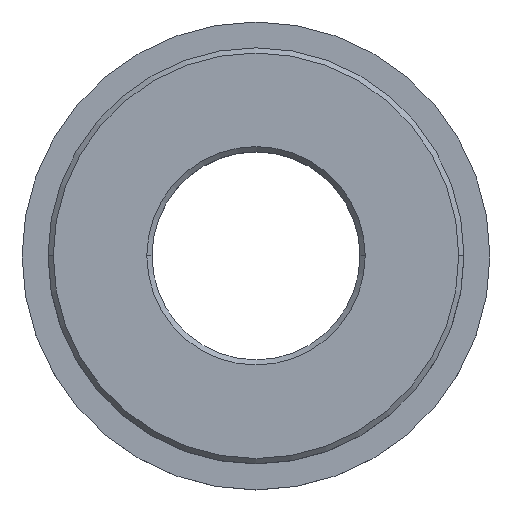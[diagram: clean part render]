
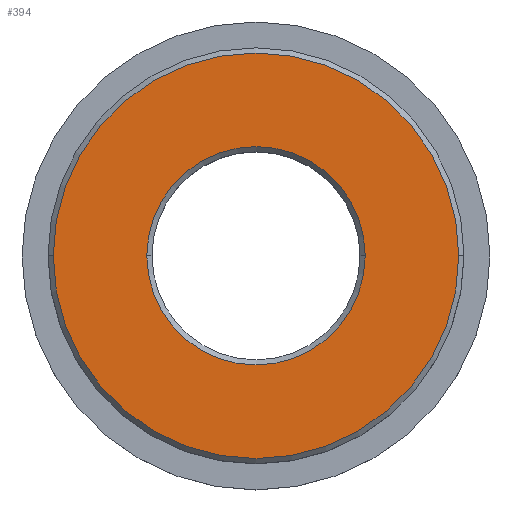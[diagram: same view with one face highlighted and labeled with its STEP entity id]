
A CAD part, top view. The second image highlights one B-rep face of the part: STEP entity #394.
In plain terms, the highlighted planar face has unit normal (0, 0, 1).
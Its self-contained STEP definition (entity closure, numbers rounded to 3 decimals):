
#3 = EDGE_CURVE ( 'NONE', #266, #99, #358, .T. ) ;
#14 = EDGE_LOOP ( 'NONE', ( #404, #242 ) ) ;
#71 = AXIS2_PLACEMENT_3D ( 'NONE', #163, #211, #399 ) ;
#76 = DIRECTION ( 'NONE',  ( 0., 0., -1. ) ) ;
#80 = AXIS2_PLACEMENT_3D ( 'NONE', #216, #475, #253 ) ;
#94 = DIRECTION ( 'NONE',  ( 0., 0., 1. ) ) ;
#99 = VERTEX_POINT ( 'NONE', #408 ) ;
#104 = ORIENTED_EDGE ( 'NONE', *, *, #330, .T. ) ;
#129 = FACE_OUTER_BOUND ( 'NONE', #312, .T. ) ;
#141 = EDGE_CURVE ( 'NONE', #99, #266, #389, .T. ) ;
#143 = CIRCLE ( 'NONE', #80, 7.8 ) ;
#146 = DIRECTION ( 'NONE',  ( 1., 0., 0. ) ) ;
#150 = CARTESIAN_POINT ( 'NONE',  ( -7.8, 0., 5. ) ) ;
#158 = VERTEX_POINT ( 'NONE', #150 ) ;
#162 = AXIS2_PLACEMENT_3D ( 'NONE', #327, #94, #362 ) ;
#163 = CARTESIAN_POINT ( 'NONE',  ( 0., 0., 5. ) ) ;
#211 = DIRECTION ( 'NONE',  ( 0., 0., -1. ) ) ;
#216 = CARTESIAN_POINT ( 'NONE',  ( 0., 0., 5. ) ) ;
#217 = CIRCLE ( 'NONE', #162, 7.8 ) ;
#226 = EDGE_CURVE ( 'NONE', #372, #158, #143, .T. ) ;
#230 = PLANE ( 'NONE',  #306 ) ;
#242 = ORIENTED_EDGE ( 'NONE', *, *, #3, .T. ) ;
#253 = DIRECTION ( 'NONE',  ( 1., 0., 0. ) ) ;
#266 = VERTEX_POINT ( 'NONE', #347 ) ;
#267 = CARTESIAN_POINT ( 'NONE',  ( 0., 0., 5. ) ) ;
#283 = ORIENTED_EDGE ( 'NONE', *, *, #226, .T. ) ;
#306 = AXIS2_PLACEMENT_3D ( 'NONE', #267, #383, #146 ) ;
#308 = CARTESIAN_POINT ( 'NONE',  ( 0., 0., 5. ) ) ;
#312 = EDGE_LOOP ( 'NONE', ( #104, #283 ) ) ;
#327 = CARTESIAN_POINT ( 'NONE',  ( 0., 0., 5. ) ) ;
#330 = EDGE_CURVE ( 'NONE', #158, #372, #217, .T. ) ;
#339 = FACE_BOUND ( 'NONE', #14, .T. ) ;
#342 = DIRECTION ( 'NONE',  ( 1., 0., 0. ) ) ;
#347 = CARTESIAN_POINT ( 'NONE',  ( -4.2, 0., 5. ) ) ;
#358 = CIRCLE ( 'NONE', #71, 4.2 ) ;
#362 = DIRECTION ( 'NONE',  ( 1., 0., 0. ) ) ;
#370 = AXIS2_PLACEMENT_3D ( 'NONE', #308, #76, #342 ) ;
#372 = VERTEX_POINT ( 'NONE', #382 ) ;
#382 = CARTESIAN_POINT ( 'NONE',  ( 7.8, 0., 5. ) ) ;
#383 = DIRECTION ( 'NONE',  ( 0., 0., 1. ) ) ;
#389 = CIRCLE ( 'NONE', #370, 4.2 ) ;
#394 = ADVANCED_FACE ( 'NONE', ( #129, #339 ), #230, .T. ) ;
#399 = DIRECTION ( 'NONE',  ( 1., 0., 0. ) ) ;
#404 = ORIENTED_EDGE ( 'NONE', *, *, #141, .T. ) ;
#408 = CARTESIAN_POINT ( 'NONE',  ( 4.2, 0., 5. ) ) ;
#475 = DIRECTION ( 'NONE',  ( 0., 0., 1. ) ) ;
